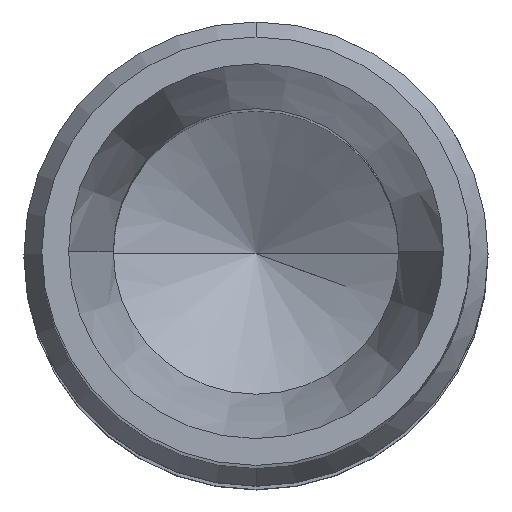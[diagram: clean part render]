
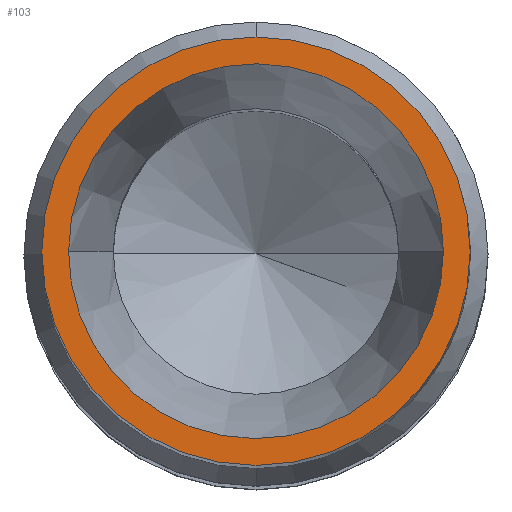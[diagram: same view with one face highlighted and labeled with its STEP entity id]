
A CAD part, top view. The second image highlights one B-rep face of the part: STEP entity #103.
In plain terms, the highlighted planar face has unit normal (0, 0, 1).
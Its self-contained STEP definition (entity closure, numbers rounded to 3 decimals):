
#35=AXIS2_PLACEMENT_3D('Plane Axis2P3D',#32,#33,#34) ;
#39=AXIS2_PLACEMENT_3D('Circle Axis2P3D',#37,#38,$) ;
#48=AXIS2_PLACEMENT_3D('Circle Axis2P3D',#46,#47,$) ;
#32=CARTESIAN_POINT('Axis2P3D Location',(0.65,0.65,19.7)) ;
#37=CARTESIAN_POINT('Axis2P3D Location',(0.65,0.65,19.7)) ;
#41=CARTESIAN_POINT('Vertex',(0.65,1.25,19.7)) ;
#43=CARTESIAN_POINT('Vertex',(0.65,0.05,19.7)) ;
#46=CARTESIAN_POINT('Axis2P3D Location',(0.65,0.65,19.7)) ;
#56=CARTESIAN_POINT('Control Point',(0.125,0.65,19.7)) ;
#57=CARTESIAN_POINT('Control Point',(0.125,0.721,19.7)) ;
#58=CARTESIAN_POINT('Control Point',(0.137,0.792,19.7)) ;
#59=CARTESIAN_POINT('Control Point',(0.161,0.86,19.7)) ;
#60=CARTESIAN_POINT('Control Point',(0.231,0.986,19.7)) ;
#61=CARTESIAN_POINT('Control Point',(0.339,1.082,19.7)) ;
#62=CARTESIAN_POINT('Control Point',(0.4,1.12,19.7)) ;
#63=CARTESIAN_POINT('Control Point',(0.534,1.174,19.7)) ;
#64=CARTESIAN_POINT('Control Point',(0.677,1.182,19.7)) ;
#65=CARTESIAN_POINT('Control Point',(0.749,1.173,19.7)) ;
#66=CARTESIAN_POINT('Control Point',(0.887,1.132,19.7)) ;
#67=CARTESIAN_POINT('Control Point',(1.004,1.048,19.7)) ;
#68=CARTESIAN_POINT('Control Point',(1.055,0.996,19.7)) ;
#69=CARTESIAN_POINT('Control Point',(1.122,0.898,19.7)) ;
#70=CARTESIAN_POINT('Control Point',(1.16,0.787,19.7)) ;
#71=CARTESIAN_POINT('Control Point',(1.17,0.742,19.7)) ;
#72=CARTESIAN_POINT('Control Point',(1.175,0.696,19.7)) ;
#73=CARTESIAN_POINT('Control Point',(1.175,0.65,19.7)) ;
#74=CARTESIAN_POINT('Vertex',(0.125,0.65,19.7)) ;
#76=CARTESIAN_POINT('Vertex',(1.175,0.65,19.7)) ;
#80=CARTESIAN_POINT('Control Point',(1.175,0.65,19.7)) ;
#81=CARTESIAN_POINT('Control Point',(1.175,0.579,19.7)) ;
#82=CARTESIAN_POINT('Control Point',(1.163,0.508,19.7)) ;
#83=CARTESIAN_POINT('Control Point',(1.139,0.44,19.7)) ;
#84=CARTESIAN_POINT('Control Point',(1.069,0.314,19.7)) ;
#85=CARTESIAN_POINT('Control Point',(0.961,0.218,19.7)) ;
#86=CARTESIAN_POINT('Control Point',(0.9,0.18,19.7)) ;
#87=CARTESIAN_POINT('Control Point',(0.766,0.126,19.7)) ;
#88=CARTESIAN_POINT('Control Point',(0.623,0.118,19.7)) ;
#89=CARTESIAN_POINT('Control Point',(0.551,0.127,19.7)) ;
#90=CARTESIAN_POINT('Control Point',(0.413,0.168,19.7)) ;
#91=CARTESIAN_POINT('Control Point',(0.296,0.252,19.7)) ;
#92=CARTESIAN_POINT('Control Point',(0.245,0.304,19.7)) ;
#93=CARTESIAN_POINT('Control Point',(0.178,0.402,19.7)) ;
#94=CARTESIAN_POINT('Control Point',(0.14,0.513,19.7)) ;
#95=CARTESIAN_POINT('Control Point',(0.13,0.558,19.7)) ;
#96=CARTESIAN_POINT('Control Point',(0.125,0.604,19.7)) ;
#97=CARTESIAN_POINT('Control Point',(0.125,0.65,19.7)) ;
#33=DIRECTION('Axis2P3D Direction',(0.,-0.,1.)) ;
#34=DIRECTION('Axis2P3D XDirection',(0.,1.,0.)) ;
#38=DIRECTION('Axis2P3D Direction',(0.,-0.,1.)) ;
#47=DIRECTION('Axis2P3D Direction',(0.,-0.,1.)) ;
#52=ORIENTED_EDGE('',*,*,#45,.T.) ;
#53=ORIENTED_EDGE('',*,*,#50,.T.) ;
#100=ORIENTED_EDGE('',*,*,#78,.T.) ;
#101=ORIENTED_EDGE('',*,*,#98,.T.) ;
#102=FACE_BOUND('',#99,.T.) ;
#103=ADVANCED_FACE('MANIFOLD_SOLID_BREP #32',(#54,#102),#36,.T.) ;
#55=B_SPLINE_CURVE_WITH_KNOTS('',5,(#56,#57,#58,#59,#60,#61,#62,#63,#64,#65,#66,#67,#68,#69,#70,#71,#72,#73),.UNSPECIFIED.,.F.,.U.,(6,3,3,3,3,6),(0.,0.502,1.004,1.506,2.008,2.332),.UNSPECIFIED.) ;
#79=B_SPLINE_CURVE_WITH_KNOTS('',5,(#80,#81,#82,#83,#84,#85,#86,#87,#88,#89,#90,#91,#92,#93,#94,#95,#96,#97),.UNSPECIFIED.,.F.,.U.,(6,3,3,3,3,6),(0.,0.502,1.004,1.506,2.008,2.332),.UNSPECIFIED.) ;
#40=CIRCLE('generated circle',#39,0.6) ;
#49=CIRCLE('generated circle',#48,0.6) ;
#45=EDGE_CURVE('',#42,#44,#40,.T.) ;
#50=EDGE_CURVE('',#44,#42,#49,.T.) ;
#78=EDGE_CURVE('',#75,#77,#55,.T.) ;
#98=EDGE_CURVE('',#77,#75,#79,.T.) ;
#51=EDGE_LOOP('',(#52,#53)) ;
#99=EDGE_LOOP('',(#100,#101)) ;
#54=FACE_OUTER_BOUND('',#51,.T.) ;
#36=PLANE('',#35) ;
#42=VERTEX_POINT('',#41) ;
#44=VERTEX_POINT('',#43) ;
#75=VERTEX_POINT('',#74) ;
#77=VERTEX_POINT('',#76) ;
